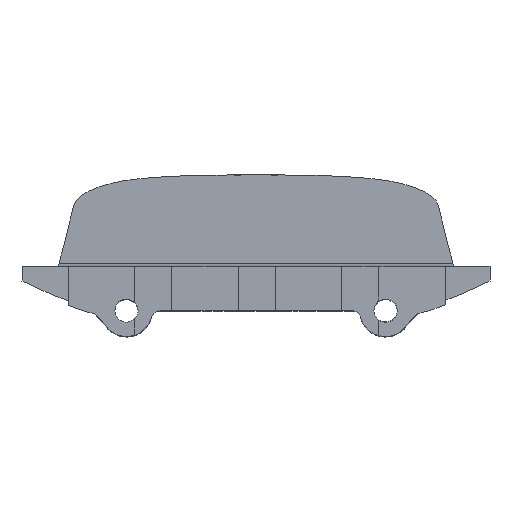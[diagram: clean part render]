
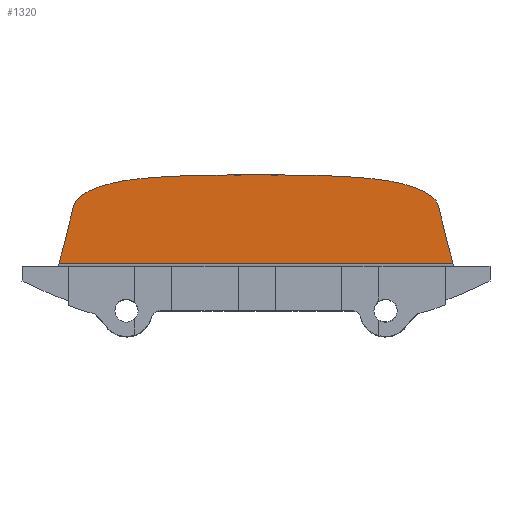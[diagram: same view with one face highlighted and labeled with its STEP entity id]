
A CAD part, top view. The second image highlights one B-rep face of the part: STEP entity #1320.
In plain terms, the highlighted planar face has unit normal (0, 0.951, 0.309).
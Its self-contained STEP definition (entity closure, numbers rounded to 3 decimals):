
#135=B_SPLINE_CURVE_WITH_KNOTS('',3,(#3482,#3483,#3484,#3485,#3486,#3487),
 .UNSPECIFIED.,.F.,.F.,(4,2,4),(0.,0.665,1.733),
 .UNSPECIFIED.);
#136=B_SPLINE_CURVE_WITH_KNOTS('',3,(#3491,#3492,#3493,#3494,#3495,#3496),
 .UNSPECIFIED.,.F.,.F.,(4,2,4),(0.,0.753,1.758),
 .UNSPECIFIED.);
#241=FACE_OUTER_BOUND('',#319,.T.);
#319=EDGE_LOOP('',(#1171,#1172,#1173,#1174,#1175,#1176,#1177,#1178,#1179,
#1180));
#395=LINE('',#3475,#466);
#396=LINE('',#3489,#467);
#466=VECTOR('',#1714,10.);
#467=VECTOR('',#1721,10.);
#478=ELLIPSE('',#1392,3220.191,3062.584);
#479=ELLIPSE('',#1403,3220.191,3062.584);
#485=ELLIPSE('',#1446,26.889,25.573);
#486=ELLIPSE('',#1447,121.799,115.838);
#487=ELLIPSE('',#1448,121.799,115.838);
#488=ELLIPSE('',#1449,26.889,25.573);
#549=VERTEX_POINT('',#2097);
#550=VERTEX_POINT('',#2099);
#570=VERTEX_POINT('',#2401);
#571=VERTEX_POINT('',#2408);
#616=VERTEX_POINT('',#3477);
#617=VERTEX_POINT('',#3479);
#618=VERTEX_POINT('',#3481);
#619=VERTEX_POINT('',#3488);
#620=VERTEX_POINT('',#3490);
#621=VERTEX_POINT('',#3497);
#702=EDGE_CURVE('',#549,#550,#478,.T.);
#729=EDGE_CURVE('',#570,#571,#479,.T.);
#811=EDGE_CURVE('',#550,#570,#395,.T.);
#812=EDGE_CURVE('',#616,#549,#485,.T.);
#813=EDGE_CURVE('',#617,#616,#486,.T.);
#814=EDGE_CURVE('',#618,#617,#135,.T.);
#815=EDGE_CURVE('',#618,#619,#396,.T.);
#816=EDGE_CURVE('',#620,#619,#136,.T.);
#817=EDGE_CURVE('',#621,#620,#487,.T.);
#818=EDGE_CURVE('',#571,#621,#488,.T.);
#1171=ORIENTED_EDGE('',*,*,#811,.F.);
#1172=ORIENTED_EDGE('',*,*,#702,.F.);
#1173=ORIENTED_EDGE('',*,*,#812,.F.);
#1174=ORIENTED_EDGE('',*,*,#813,.F.);
#1175=ORIENTED_EDGE('',*,*,#814,.F.);
#1176=ORIENTED_EDGE('',*,*,#815,.T.);
#1177=ORIENTED_EDGE('',*,*,#816,.F.);
#1178=ORIENTED_EDGE('',*,*,#817,.F.);
#1179=ORIENTED_EDGE('',*,*,#818,.F.);
#1180=ORIENTED_EDGE('',*,*,#729,.F.);
#1256=PLANE('',#1445);
#1320=ADVANCED_FACE('',(#241),#1256,.F.);
#1392=AXIS2_PLACEMENT_3D('',#2100,#1591,#1592);
#1403=AXIS2_PLACEMENT_3D('',#2409,#1615,#1616);
#1445=AXIS2_PLACEMENT_3D('',#3476,#1715,#1716);
#1446=AXIS2_PLACEMENT_3D('',#3478,#1717,#1718);
#1447=AXIS2_PLACEMENT_3D('',#3480,#1719,#1720);
#1448=AXIS2_PLACEMENT_3D('',#3498,#1722,#1723);
#1449=AXIS2_PLACEMENT_3D('',#3499,#1724,#1725);
#1591=DIRECTION('center_axis',(0.,0.951,0.309));
#1592=DIRECTION('ref_axis',(0.,0.309,-0.951));
#1615=DIRECTION('center_axis',(0.,0.951,0.309));
#1616=DIRECTION('ref_axis',(0.,0.309,-0.951));
#1714=DIRECTION('',(-1.,0.,0.));
#1715=DIRECTION('center_axis',(0.,-0.951,-0.309));
#1716=DIRECTION('ref_axis',(0.,-0.309,0.951));
#1717=DIRECTION('center_axis',(0.,-0.951,-0.309));
#1718=DIRECTION('ref_axis',(0.,0.309,-0.951));
#1719=DIRECTION('center_axis',(0.,-0.951,-0.309));
#1720=DIRECTION('ref_axis',(0.,0.309,-0.951));
#1721=DIRECTION('',(-1.,0.,0.));
#1722=DIRECTION('center_axis',(0.,-0.951,-0.309));
#1723=DIRECTION('ref_axis',(0.,0.309,-0.951));
#1724=DIRECTION('center_axis',(0.,-0.951,-0.309));
#1725=DIRECTION('ref_axis',(0.,0.309,-0.951));
#2097=CARTESIAN_POINT('',(48.879,20.638,-243.522));
#2099=CARTESIAN_POINT('',(52.825,4.979,-195.33));
#2100=CARTESIAN_POINT('Origin',(3103.127,94.007,-469.329));
#2401=CARTESIAN_POINT('',(-53.608,4.979,-195.33));
#2408=CARTESIAN_POINT('',(-49.662,20.638,-243.522));
#2409=CARTESIAN_POINT('Origin',(-3103.91,94.007,-469.329));
#3475=CARTESIAN_POINT('',(37.304,4.979,-195.33));
#3476=CARTESIAN_POINT('Origin',(75.,28.962,-269.141));
#3477=CARTESIAN_POINT('',(32.218,27.822,-265.632));
#3478=CARTESIAN_POINT('Origin',(23.376,20.025,-241.637));
#3479=CARTESIAN_POINT('',(23.527,28.533,-267.821));
#3480=CARTESIAN_POINT('Origin',(-0.392,-8.294,-154.479));
#3481=CARTESIAN_POINT('',(5.746,28.962,-269.141));
#3482=CARTESIAN_POINT('Ctrl Pts',(5.746,28.962,-269.141));
#3483=CARTESIAN_POINT('Ctrl Pts',(7.962,28.962,-269.141));
#3484=CARTESIAN_POINT('Ctrl Pts',(10.349,28.957,-269.127));
#3485=CARTESIAN_POINT('Ctrl Pts',(16.316,28.884,-268.901));
#3486=CARTESIAN_POINT('Ctrl Pts',(19.957,28.777,-268.574));
#3487=CARTESIAN_POINT('Ctrl Pts',(23.527,28.533,-267.821));
#3488=CARTESIAN_POINT('',(-6.529,28.962,-269.141));
#3489=CARTESIAN_POINT('',(75.,28.962,-269.141));
#3490=CARTESIAN_POINT('',(-24.311,28.533,-267.821));
#3491=CARTESIAN_POINT('Ctrl Pts',(-24.311,28.533,-267.821));
#3492=CARTESIAN_POINT('Ctrl Pts',(-21.859,28.701,-268.338));
#3493=CARTESIAN_POINT('Ctrl Pts',(-19.366,28.804,-268.655));
#3494=CARTESIAN_POINT('Ctrl Pts',(-13.512,28.95,-269.104));
#3495=CARTESIAN_POINT('Ctrl Pts',(-10.112,28.962,-269.141));
#3496=CARTESIAN_POINT('Ctrl Pts',(-6.529,28.962,-269.141));
#3497=CARTESIAN_POINT('',(-33.001,27.822,-265.632));
#3498=CARTESIAN_POINT('Origin',(-0.392,-8.294,-154.479));
#3499=CARTESIAN_POINT('Origin',(-24.159,20.025,-241.637));
